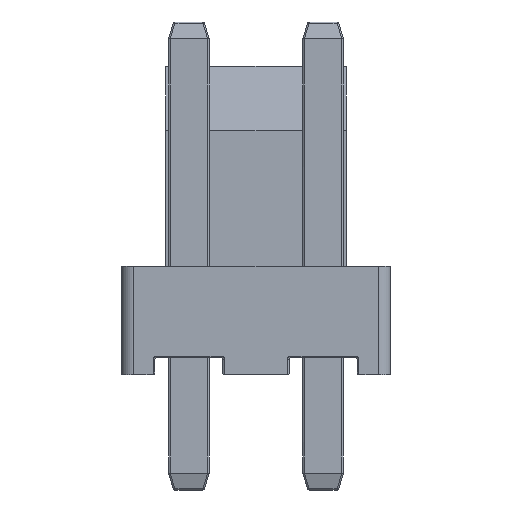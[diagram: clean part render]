
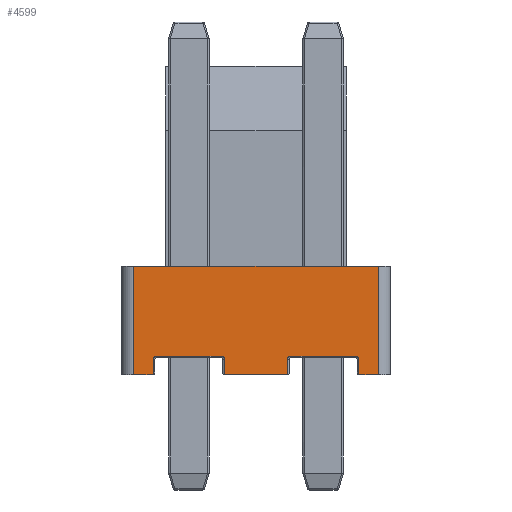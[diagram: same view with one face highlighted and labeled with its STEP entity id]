
A CAD part, front view. The second image highlights one B-rep face of the part: STEP entity #4599.
In plain terms, the highlighted planar face has unit normal (0, -1, 0).
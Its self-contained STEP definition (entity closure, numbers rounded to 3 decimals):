
#158 = CARTESIAN_POINT ( 'NONE',  ( 1., -0.75, -2.5 ) ) ;
#446 = CARTESIAN_POINT ( 'NONE',  ( -1.98, -0.75, -3.05 ) ) ;
#500 = CIRCLE ( 'NONE', #17294, 0.1 ) ;
#571 = VERTEX_POINT ( 'NONE', #2137 ) ;
#630 = LINE ( 'NONE', #15515, #11870 ) ;
#660 = LINE ( 'NONE', #11162, #18465 ) ;
#690 = VERTEX_POINT ( 'NONE', #19637 ) ;
#755 = EDGE_CURVE ( 'NONE', #5705, #2390, #16990, .T. ) ;
#1004 = VERTEX_POINT ( 'NONE', #10805 ) ;
#1042 = CARTESIAN_POINT ( 'NONE',  ( 4.91, -0.75, -2.5 ) ) ;
#1280 = CARTESIAN_POINT ( 'NONE',  ( -1.63, -0.75, 0.15 ) ) ;
#1328 = CARTESIAN_POINT ( 'NONE',  ( 5.59, -0.75, -3.05 ) ) ;
#1365 = DIRECTION ( 'NONE',  ( 0., 0., -1. ) ) ;
#1393 = EDGE_CURVE ( 'NONE', #14798, #6525, #17776, .T. ) ;
#1424 = VECTOR ( 'NONE', #7308, 1000. ) ;
#1685 = FACE_OUTER_BOUND ( 'NONE', #10914, .T. ) ;
#1762 = DIRECTION ( 'NONE',  ( 1., 0., 0. ) ) ;
#1928 = VECTOR ( 'NONE', #19587, 1000. ) ;
#2127 = DIRECTION ( 'NONE',  ( -1., 0., 0. ) ) ;
#2137 = CARTESIAN_POINT ( 'NONE',  ( -1.63, -0.75, -3.05 ) ) ;
#2279 = CARTESIAN_POINT ( 'NONE',  ( -1.05, -0.75, -2.6 ) ) ;
#2390 = VERTEX_POINT ( 'NONE', #16964 ) ;
#2404 = ORIENTED_EDGE ( 'NONE', *, *, #4801, .F. ) ;
#2684 = ORIENTED_EDGE ( 'NONE', *, *, #14600, .T. ) ;
#2980 = CARTESIAN_POINT ( 'NONE',  ( 4.96, -0.75, -2.5 ) ) ;
#3319 = DIRECTION ( 'NONE',  ( 1., 0., 0. ) ) ;
#3846 = ORIENTED_EDGE ( 'NONE', *, *, #12128, .F. ) ;
#4121 = CARTESIAN_POINT ( 'NONE',  ( 5.01, -0.75, -3.05 ) ) ;
#4135 = LINE ( 'NONE', #14691, #6040 ) ;
#4492 = DIRECTION ( 'NONE',  ( 1., 0., 0. ) ) ;
#4516 = DIRECTION ( 'NONE',  ( -1., 0., 0. ) ) ;
#4599 = ADVANCED_FACE ( 'NONE', ( #1685 ), #18405, .F. ) ;
#4801 = EDGE_CURVE ( 'NONE', #5374, #6693, #11887, .T. ) ;
#4809 = VECTOR ( 'NONE', #3319, 1000. ) ;
#5150 = CIRCLE ( 'NONE', #14059, 0.1 ) ;
#5374 = VERTEX_POINT ( 'NONE', #7396 ) ;
#5494 = VECTOR ( 'NONE', #8241, 1000. ) ;
#5705 = VERTEX_POINT ( 'NONE', #18768 ) ;
#5756 = CARTESIAN_POINT ( 'NONE',  ( -1.05, -0.75, -3.05 ) ) ;
#5873 = AXIS2_PLACEMENT_3D ( 'NONE', #19126, #9634, #6554 ) ;
#5920 = CIRCLE ( 'NONE', #10379, 0.1 ) ;
#6009 = EDGE_CURVE ( 'NONE', #9768, #6693, #17422, .T. ) ;
#6040 = VECTOR ( 'NONE', #16384, 1000. ) ;
#6207 = DIRECTION ( 'NONE',  ( 1., 0., 0. ) ) ;
#6525 = VERTEX_POINT ( 'NONE', #9972 ) ;
#6554 = DIRECTION ( 'NONE',  ( -1., 0., 0. ) ) ;
#6693 = VERTEX_POINT ( 'NONE', #14745 ) ;
#6850 = EDGE_CURVE ( 'NONE', #18499, #12380, #17980, .T. ) ;
#7266 = EDGE_CURVE ( 'NONE', #13697, #18297, #8986, .T. ) ;
#7308 = DIRECTION ( 'NONE',  ( 0., 0., -1. ) ) ;
#7369 = LINE ( 'NONE', #158, #18356 ) ;
#7396 = CARTESIAN_POINT ( 'NONE',  ( -1.63, -0.75, 0.15 ) ) ;
#7501 = LINE ( 'NONE', #1280, #1424 ) ;
#7518 = CARTESIAN_POINT ( 'NONE',  ( -1.98, -0.75, 0.15 ) ) ;
#7925 = ORIENTED_EDGE ( 'NONE', *, *, #16989, .T. ) ;
#8025 = CARTESIAN_POINT ( 'NONE',  ( -0.95, -0.75, -2.5 ) ) ;
#8241 = DIRECTION ( 'NONE',  ( 0., 0., 1. ) ) ;
#8242 = CARTESIAN_POINT ( 'NONE',  ( 3.01, -0.75, -2.6 ) ) ;
#8318 = DIRECTION ( 'NONE',  ( -1., 0., 0. ) ) ;
#8729 = ORIENTED_EDGE ( 'NONE', *, *, #755, .T. ) ;
#8926 = ORIENTED_EDGE ( 'NONE', *, *, #6850, .F. ) ;
#8986 = LINE ( 'NONE', #2980, #14166 ) ;
#9314 = ORIENTED_EDGE ( 'NONE', *, *, #9663, .T. ) ;
#9514 = CARTESIAN_POINT ( 'NONE',  ( 5.01, -0.75, -2.6 ) ) ;
#9529 = CARTESIAN_POINT ( 'NONE',  ( -1.98, -0.75, -3.05 ) ) ;
#9561 = DIRECTION ( 'NONE',  ( 0., 0., 1. ) ) ;
#9619 = ORIENTED_EDGE ( 'NONE', *, *, #12582, .F. ) ;
#9634 = DIRECTION ( 'NONE',  ( 0., -1., 0. ) ) ;
#9663 = EDGE_CURVE ( 'NONE', #571, #15826, #18384, .T. ) ;
#9768 = VERTEX_POINT ( 'NONE', #1328 ) ;
#9948 = EDGE_CURVE ( 'NONE', #18801, #690, #5150, .T. ) ;
#9972 = CARTESIAN_POINT ( 'NONE',  ( 5.01, -0.75, -3.05 ) ) ;
#10379 = AXIS2_PLACEMENT_3D ( 'NONE', #12106, #11802, #4516 ) ;
#10685 = EDGE_CURVE ( 'NONE', #6525, #9768, #16922, .T. ) ;
#10760 = AXIS2_PLACEMENT_3D ( 'NONE', #7518, #19605, #10803 ) ;
#10772 = ORIENTED_EDGE ( 'NONE', *, *, #7266, .T. ) ;
#10803 = DIRECTION ( 'NONE',  ( -1., 0., 0. ) ) ;
#10805 = CARTESIAN_POINT ( 'NONE',  ( 2.91, -0.75, -2.6 ) ) ;
#10914 = EDGE_LOOP ( 'NONE', ( #2404, #7925, #9314, #17533, #8926, #12740, #13394, #13304, #8729, #2684, #9619, #10772, #3846, #18863, #11991, #15549 ) ) ;
#11162 = CARTESIAN_POINT ( 'NONE',  ( 2.91, -0.75, -2.55 ) ) ;
#11802 = DIRECTION ( 'NONE',  ( 0., -1., 0. ) ) ;
#11870 = VECTOR ( 'NONE', #17202, 1000. ) ;
#11887 = LINE ( 'NONE', #13685, #1928 ) ;
#11991 = ORIENTED_EDGE ( 'NONE', *, *, #10685, .T. ) ;
#12106 = CARTESIAN_POINT ( 'NONE',  ( 4.91, -0.75, -2.6 ) ) ;
#12128 = EDGE_CURVE ( 'NONE', #14798, #18297, #5920, .T. ) ;
#12380 = VERTEX_POINT ( 'NONE', #2279 ) ;
#12582 = EDGE_CURVE ( 'NONE', #13697, #1004, #500, .T. ) ;
#12713 = CARTESIAN_POINT ( 'NONE',  ( 0.95, -0.75, -2.6 ) ) ;
#12740 = ORIENTED_EDGE ( 'NONE', *, *, #16215, .T. ) ;
#13030 = CARTESIAN_POINT ( 'NONE',  ( 5.59, -0.75, 0.15 ) ) ;
#13304 = ORIENTED_EDGE ( 'NONE', *, *, #14849, .T. ) ;
#13394 = ORIENTED_EDGE ( 'NONE', *, *, #9948, .F. ) ;
#13685 = CARTESIAN_POINT ( 'NONE',  ( -1.98, -0.75, 0.15 ) ) ;
#13697 = VERTEX_POINT ( 'NONE', #18745 ) ;
#14059 = AXIS2_PLACEMENT_3D ( 'NONE', #12713, #14329, #8318 ) ;
#14166 = VECTOR ( 'NONE', #6207, 1000. ) ;
#14329 = DIRECTION ( 'NONE',  ( 0., -1., 0. ) ) ;
#14600 = EDGE_CURVE ( 'NONE', #2390, #1004, #660, .T. ) ;
#14691 = CARTESIAN_POINT ( 'NONE',  ( 1.05, -0.75, -3.05 ) ) ;
#14745 = CARTESIAN_POINT ( 'NONE',  ( 5.59, -0.75, 0.15 ) ) ;
#14798 = VERTEX_POINT ( 'NONE', #9514 ) ;
#14849 = EDGE_CURVE ( 'NONE', #18801, #5705, #4135, .T. ) ;
#15341 = VECTOR ( 'NONE', #1365, 1000. ) ;
#15346 = CARTESIAN_POINT ( 'NONE',  ( -1.98, -0.75, -3.05 ) ) ;
#15515 = CARTESIAN_POINT ( 'NONE',  ( -1.05, -0.75, -2.55 ) ) ;
#15549 = ORIENTED_EDGE ( 'NONE', *, *, #6009, .T. ) ;
#15826 = VERTEX_POINT ( 'NONE', #5756 ) ;
#16215 = EDGE_CURVE ( 'NONE', #18499, #690, #7369, .T. ) ;
#16384 = DIRECTION ( 'NONE',  ( 0., 0., -1. ) ) ;
#16897 = DIRECTION ( 'NONE',  ( 1., 0., 0. ) ) ;
#16922 = LINE ( 'NONE', #446, #4809 ) ;
#16964 = CARTESIAN_POINT ( 'NONE',  ( 2.91, -0.75, -3.05 ) ) ;
#16989 = EDGE_CURVE ( 'NONE', #5374, #571, #7501, .T. ) ;
#16990 = LINE ( 'NONE', #9529, #18988 ) ;
#17202 = DIRECTION ( 'NONE',  ( 0., 0., 1. ) ) ;
#17294 = AXIS2_PLACEMENT_3D ( 'NONE', #8242, #17427, #2127 ) ;
#17381 = CARTESIAN_POINT ( 'NONE',  ( 1.05, -0.75, -2.6 ) ) ;
#17422 = LINE ( 'NONE', #13030, #5494 ) ;
#17427 = DIRECTION ( 'NONE',  ( 0., -1., 0. ) ) ;
#17533 = ORIENTED_EDGE ( 'NONE', *, *, #19226, .T. ) ;
#17776 = LINE ( 'NONE', #4121, #15341 ) ;
#17864 = VECTOR ( 'NONE', #1762, 1000. ) ;
#17980 = CIRCLE ( 'NONE', #5873, 0.1 ) ;
#18297 = VERTEX_POINT ( 'NONE', #1042 ) ;
#18356 = VECTOR ( 'NONE', #4492, 1000. ) ;
#18384 = LINE ( 'NONE', #15346, #17864 ) ;
#18405 = PLANE ( 'NONE',  #10760 ) ;
#18465 = VECTOR ( 'NONE', #9561, 1000. ) ;
#18499 = VERTEX_POINT ( 'NONE', #8025 ) ;
#18745 = CARTESIAN_POINT ( 'NONE',  ( 3.01, -0.75, -2.5 ) ) ;
#18768 = CARTESIAN_POINT ( 'NONE',  ( 1.05, -0.75, -3.05 ) ) ;
#18801 = VERTEX_POINT ( 'NONE', #17381 ) ;
#18863 = ORIENTED_EDGE ( 'NONE', *, *, #1393, .T. ) ;
#18988 = VECTOR ( 'NONE', #16897, 1000. ) ;
#19126 = CARTESIAN_POINT ( 'NONE',  ( -0.95, -0.75, -2.6 ) ) ;
#19226 = EDGE_CURVE ( 'NONE', #15826, #12380, #630, .T. ) ;
#19587 = DIRECTION ( 'NONE',  ( 1., 0., 0. ) ) ;
#19605 = DIRECTION ( 'NONE',  ( 0., 1., 0. ) ) ;
#19637 = CARTESIAN_POINT ( 'NONE',  ( 0.95, -0.75, -2.5 ) ) ;
